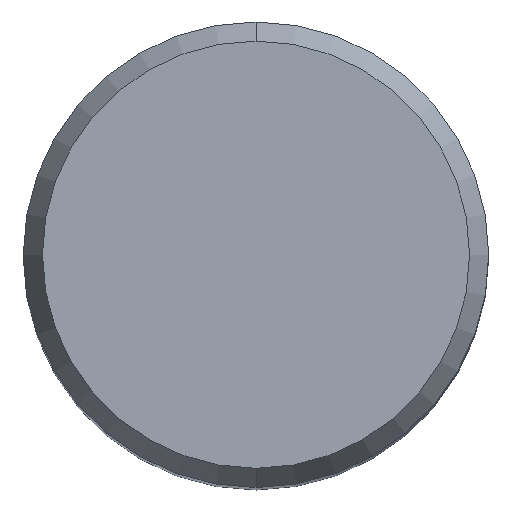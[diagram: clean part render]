
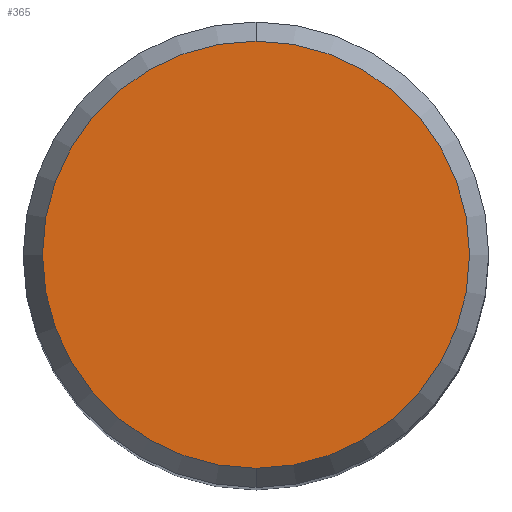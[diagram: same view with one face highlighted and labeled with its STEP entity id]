
A CAD part, top view. The second image highlights one B-rep face of the part: STEP entity #365.
In plain terms, the highlighted planar face has unit normal (0, 0, 1).
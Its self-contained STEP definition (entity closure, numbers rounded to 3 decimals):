
#315=EDGE_CURVE('',#403,#397,#619,.T.);
#331=EDGE_CURVE('',#397,#403,#637,.T.);
#365=ADVANCED_FACE('',(#677),#678,.T.);
#397=VERTEX_POINT('',#713);
#403=VERTEX_POINT('',#719);
#619=CIRCLE('',#1198,6.423);
#637=CIRCLE('',#1228,6.423);
#677=FACE_OUTER_BOUND('',#1315,.T.);
#678=PLANE('',#1316);
#713=CARTESIAN_POINT('',(0.0,6.423,0.0));
#719=CARTESIAN_POINT('',(0.,-6.423,0.0));
#1198=AXIS2_PLACEMENT_3D('',#1613,#1614,#1615);
#1228=AXIS2_PLACEMENT_3D('',#1634,#1635,#1636);
#1315=EDGE_LOOP('',(#1704,#1705));
#1316=AXIS2_PLACEMENT_3D('',#1706,#1707,#1708);
#1613=CARTESIAN_POINT('',(0.0,0.0,0.0));
#1614=DIRECTION('',(0.0,0.0,-1.0));
#1615=DIRECTION('',(0.0,1.0,0.0));
#1634=CARTESIAN_POINT('',(0.0,0.0,0.0));
#1635=DIRECTION('',(0.0,0.0,-1.0));
#1636=DIRECTION('',(0.0,1.0,0.0));
#1704=ORIENTED_EDGE('',*,*,#331,.F.);
#1705=ORIENTED_EDGE('',*,*,#315,.F.);
#1706=CARTESIAN_POINT('',(0.0,3.211,0.0));
#1707=DIRECTION('',(-0.0,0.0,1.0));
#1708=DIRECTION('',(0.0,-1.0,0.0));
